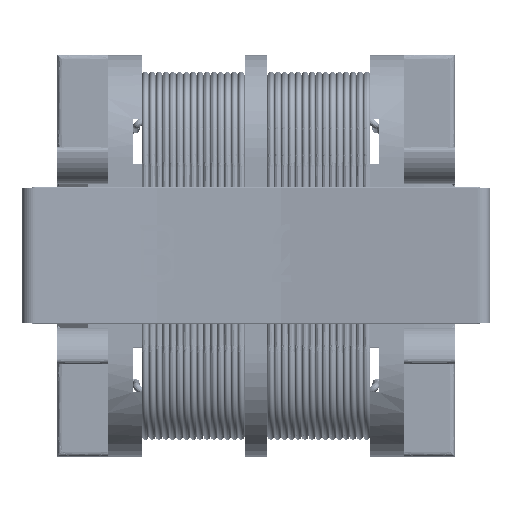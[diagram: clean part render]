
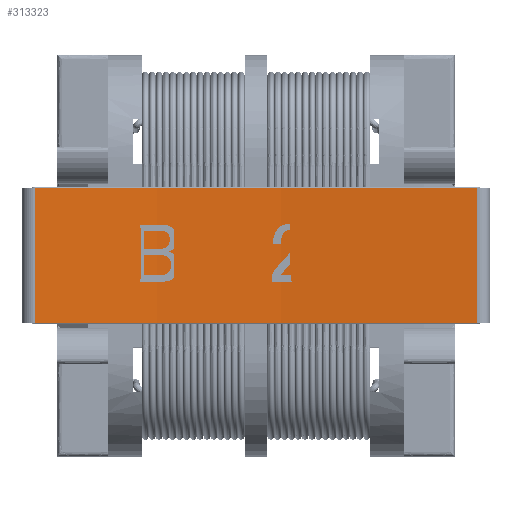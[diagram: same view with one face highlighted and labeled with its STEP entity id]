
A CAD part, top view. The second image highlights one B-rep face of the part: STEP entity #313323.
In plain terms, the highlighted free-form (B-spline) face has degree [2, 1] with [3, 2] control points.
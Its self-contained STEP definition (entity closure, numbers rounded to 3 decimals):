
#313086=CARTESIAN_POINT('',(9.693,2.95,5.75));
#313087=VERTEX_POINT('',#313086);
#313094=CARTESIAN_POINT('',(-9.693,2.95,5.75));
#313095=VERTEX_POINT('',#313094);
#313096=CARTESIAN_POINT('',(9.693,2.95,5.75));
#313097=CARTESIAN_POINT('',(0.,2.95,4.637));
#313098=CARTESIAN_POINT('',(-9.693,2.95,5.75));
#313099=(BOUNDED_CURVE()B_SPLINE_CURVE(2,(#313096,#313097,#313098),.CIRCULAR_ARC.,.F.,.U.)B_SPLINE_CURVE_WITH_KNOTS((3,3),(0.,1.),.UNSPECIFIED.)CURVE()GEOMETRIC_REPRESENTATION_ITEM()RATIONAL_B_SPLINE_CURVE((1.,0.993,1.))REPRESENTATION_ITEM(''));
#313100=EDGE_CURVE('',#313087,#313095,#313099,.T.);
#313184=CARTESIAN_POINT('',(9.693,-2.95,5.75));
#313185=VERTEX_POINT('',#313184);
#313192=CARTESIAN_POINT('',(-9.693,-2.95,5.75));
#313193=VERTEX_POINT('',#313192);
#313194=CARTESIAN_POINT('',(9.693,-2.95,5.75));
#313195=CARTESIAN_POINT('',(0.,-2.95,4.637));
#313196=CARTESIAN_POINT('',(-9.693,-2.95,5.75));
#313197=(BOUNDED_CURVE()B_SPLINE_CURVE(2,(#313194,#313195,#313196),.CIRCULAR_ARC.,.F.,.U.)B_SPLINE_CURVE_WITH_KNOTS((3,3),(0.,1.),.UNSPECIFIED.)CURVE()GEOMETRIC_REPRESENTATION_ITEM()RATIONAL_B_SPLINE_CURVE((1.,0.993,1.))REPRESENTATION_ITEM(''));
#313198=EDGE_CURVE('',#313185,#313193,#313197,.T.);
#313296=CARTESIAN_POINT('',(9.693,2.95,5.75));
#313297=CARTESIAN_POINT('',(9.693,-2.95,5.75));
#313298=B_SPLINE_CURVE_WITH_KNOTS('',1,(#313296,#313297),.POLYLINE_FORM.,.F.,.U.,(2,2),(0.,1.),.UNSPECIFIED.);
#313299=EDGE_CURVE('',#313087,#313185,#313298,.T.);
#313306=CARTESIAN_POINT('',(9.693,2.95,5.75));
#313307=CARTESIAN_POINT('',(9.693,-2.95,5.75));
#313308=CARTESIAN_POINT('',(0.,2.95,4.637));
#313309=CARTESIAN_POINT('',(0.,-2.95,4.637));
#313310=CARTESIAN_POINT('',(-9.693,2.95,5.75));
#313311=CARTESIAN_POINT('',(-9.693,-2.95,5.75));
#313312=(BOUNDED_SURFACE()B_SPLINE_SURFACE(2,1,((#313306,#313307),(#313308,#313309),(#313310,#313311)),.CYLINDRICAL_SURF.,.F.,.F.,.U.)B_SPLINE_SURFACE_WITH_KNOTS((3,3),(2,2),(0.,1.),(0.,1.),.UNSPECIFIED.)GEOMETRIC_REPRESENTATION_ITEM()RATIONAL_B_SPLINE_SURFACE(((1.,1.),(0.993,0.993),(1.,1.)))REPRESENTATION_ITEM('')SURFACE());
#313313=ORIENTED_EDGE('',*,*,#313100,.T.);
#313314=CARTESIAN_POINT('',(-9.693,2.95,5.75));
#313315=CARTESIAN_POINT('',(-9.693,-2.95,5.75));
#313316=B_SPLINE_CURVE_WITH_KNOTS('',1,(#313314,#313315),.POLYLINE_FORM.,.F.,.U.,(2,2),(0.,1.),.UNSPECIFIED.);
#313317=EDGE_CURVE('',#313095,#313193,#313316,.T.);
#313318=ORIENTED_EDGE('',*,*,#313317,.T.);
#313319=ORIENTED_EDGE('',*,*,#313198,.F.);
#313320=ORIENTED_EDGE('',*,*,#313299,.F.);
#313321=EDGE_LOOP('',(#313313,#313318,#313319,#313320));
#313322=FACE_OUTER_BOUND('',#313321,.T.);
#313323=ADVANCED_FACE('',(#313322),#313312,.T.);
